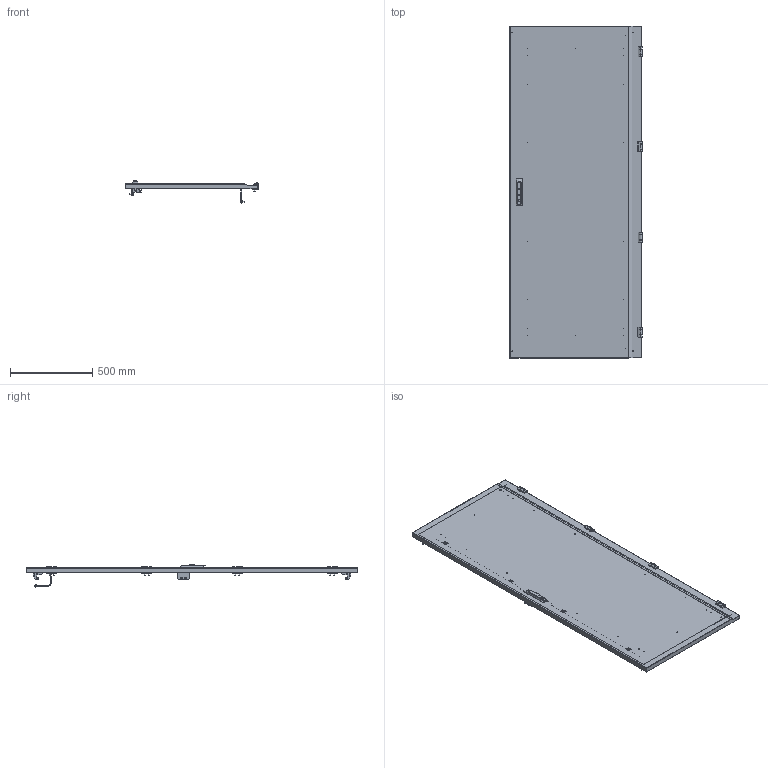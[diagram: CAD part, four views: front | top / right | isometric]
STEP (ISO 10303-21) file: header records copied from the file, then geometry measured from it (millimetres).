
FILE_DESCRIPTION (( 'STEP AP214' ), '1' );
FILE_NAME ('D2M800 Äâåðü ãëóõàÿ_èçâ0038_06.19.step', '2020-11-05T13:53:08', ( '' ), ( '' ), 'SwSTEP 2.0', 'SolidWorks 2019', '' );
FILE_SCHEMA (( 'AUTOMOTIVE_DESIGN' ));
Length unit declared in the file: millimetre
Products named in the file (141): 1121-03-04; Òÿãà ñ ðîëèêîì ILM01.21.820 Atos; Øïèëüêà 6õ20; Õîìóòèê ïåòëè 1110-U122; Ïåòëÿ 1110-U123; Îñü ïåòëè 1110-U122; Øïèëüêà 4õ12; Áîëò ñî ñòîïîðíûìè çóáöàìè 100-277-02JB_Ì6õ6_EMKA; Òÿãà_â; Âèíò ñàìîíàðåçàþùèé Ì6 DIN 7516À; Íàïðàâëÿþùàÿ òÿãè ïëîñêîé ILY03.35 Atos_00; AVT001.03.00.14 赶鎀鍧_00; 1000-67-02_1; Ãàéêà ÃÎÑÒ 5915-70_6.6G.8; Ãàéêà ÃÎÑÒ 5915-70; Çàìîê ñ ìåõàíèçìîì äëÿ òÿã KI22.5.02.00.Z.2V ðèãåëü 1005_00; Âèíò Ì6 ÃÎÑÒ17475-78; AVT001.00.00.08 ﾇ璋襃; Êðîíøòåéí ïåòëè 1110-U122; Òÿãà çàìêà íèæíÿÿ Atos; AVT001.00.00.07 砎閷麠縺; 剒蜲錪 1005 Atos; Íàêîíå÷èê êîëüöåâîé èçîëèðîâàííûé ÍÊÈ 6,0; Òÿãà í; Íàïðàâëÿþùàÿ òÿãè ïëîñêîé ILY03.35 Atos; Ïîâîäîê ñ 2 íàêîíå÷íèêàìè, L=400ìì_00; AVT001.03.00.12 赶鎀鍧_00; AVT001.00.00.08 青鲥颻01; AVT001.02.00.01 Äâåðü_èçâ0096_03.20_00; 1121-01-07; Âèíò Ì6 ÃÎÑÒ17475-78_6å16; 1121-98; Íàêîíå÷èê êîëüöåâîé èçîëèðîâàííûé ÍÊÈ 6,0_6; AVT001.02.00.00 Äâåðü_èçâ0096_03.20_00; Ðó÷êà îòêèäíàÿ Atos_00; D2M800 Äâåðü ãëóõàÿ_èçâ0038_06.19; ﾘ琺矜 6 ﾃﾎﾑﾒ 10463_81; ﾘ琺矜 01.019 ﾃﾎﾑﾒ11371-78; Ðó÷êà îòêèäíàÿ Atos; AVT001.00.00.08 青鲥颻00 ...
Assembly tree (103 placements, depth 5):
  1121-03-04
  Òÿãà ñ ðîëèêîì ILM01.21.820 Atos
  Øïèëüêà 6õ20
  Õîìóòèê ïåòëè 1110-U122
  Îñü ïåòëè 1110-U122
Bounding box: 804.29 x 2013 x 133.44 mm (x, y, z)
Volume: 3347166.3 mm3; surface area: 4218096 mm2
Topology: 95 solids, 95 shells, 2716 faces, 6939 edges, 4389 vertices
Faces by surface type: plane 1280, cylinder 948, cone 246, torus 112, bspline 92, sphere 38
Entity records: 64018 total; most frequent: CARTESIAN_POINT 14977, ORIENTED_EDGE 8780, DIRECTION 8683, EDGE_CURVE 4390, AXIS2_PLACEMENT_3D 3010, VERTEX_POINT 2833, VECTOR 2663, LINE 2663
